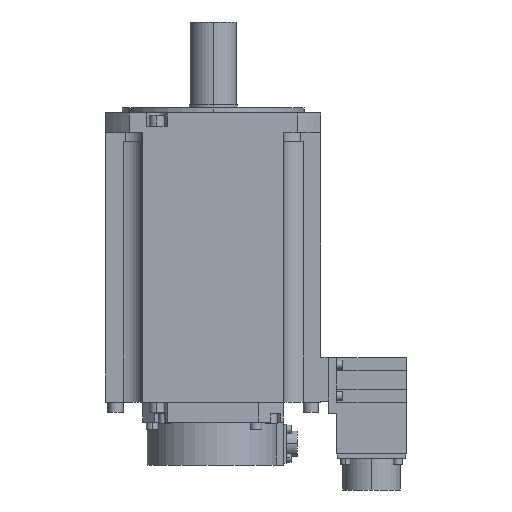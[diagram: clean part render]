
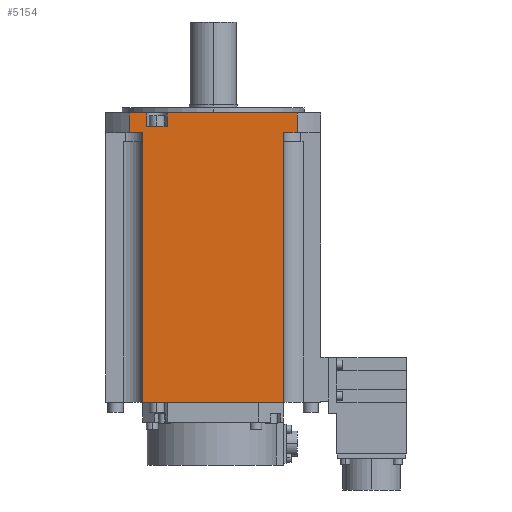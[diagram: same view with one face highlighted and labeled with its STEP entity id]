
A CAD part, left-side view. The second image highlights one B-rep face of the part: STEP entity #5154.
In plain terms, the highlighted planar face has unit normal (-1, 0, 0).
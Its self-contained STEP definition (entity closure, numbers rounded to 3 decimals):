
#760=DIRECTION('',(0.,-1.,0.));
#761=VECTOR('',#760,85.);
#762=CARTESIAN_POINT('',(-65.,42.5,-174.8));
#763=LINE('',#762,#761);
#852=DIRECTION('',(0.,0.,-1.));
#853=VECTOR('',#852,162.8);
#854=CARTESIAN_POINT('',(-65.,42.5,-12.));
#855=LINE('',#854,#853);
#908=DIRECTION('',(0.,-1.,0.));
#909=VECTOR('',#908,8.306);
#910=CARTESIAN_POINT('',(-65.,50.806,-12.));
#911=LINE('',#910,#909);
#1023=DIRECTION('',(0.,0.,-1.));
#1024=VECTOR('',#1023,12.);
#1025=CARTESIAN_POINT('',(-65.,50.806,0.));
#1026=LINE('',#1025,#1024);
#1027=DIRECTION('',(0.,-1.,0.));
#1028=VECTOR('',#1027,78.656);
#1029=CARTESIAN_POINT('',(-65.,27.85,0.));
#1030=LINE('',#1029,#1028);
#1031=DIRECTION('',(0.,0.,-1.));
#1032=VECTOR('',#1031,12.);
#1033=CARTESIAN_POINT('',(-65.,-50.806,0.));
#1034=LINE('',#1033,#1032);
#1035=DIRECTION('',(0.,1.,0.));
#1036=VECTOR('',#1035,8.306);
#1037=CARTESIAN_POINT('',(-65.,-50.806,-12.));
#1038=LINE('',#1037,#1036);
#1039=DIRECTION('',(0.,-1.,0.));
#1040=VECTOR('',#1039,10.456);
#1041=CARTESIAN_POINT('',(-65.,50.806,0.));
#1042=LINE('',#1041,#1040);
#1043=DIRECTION('',(0.,1.,0.));
#1044=VECTOR('',#1043,12.5);
#1045=CARTESIAN_POINT('',(-65.,27.85,-8.));
#1046=LINE('',#1045,#1044);
#1070=DIRECTION('',(0.,0.,1.));
#1071=VECTOR('',#1070,8.);
#1072=CARTESIAN_POINT('',(-65.,40.35,-8.));
#1073=LINE('',#1072,#1071);
#1082=DIRECTION('',(0.,0.,-1.));
#1083=VECTOR('',#1082,8.);
#1084=CARTESIAN_POINT('',(-65.,27.85,0.));
#1085=LINE('',#1084,#1083);
#1174=DIRECTION('',(0.,0.,1.));
#1175=VECTOR('',#1174,162.8);
#1176=CARTESIAN_POINT('',(-65.,-42.5,-174.8));
#1177=LINE('',#1176,#1175);
#2869=CARTESIAN_POINT('',(-65.,-50.806,0.));
#2870=VERTEX_POINT('',#2869);
#2871=CARTESIAN_POINT('',(-65.,27.85,0.));
#2872=VERTEX_POINT('',#2871);
#2877=CARTESIAN_POINT('',(-65.,40.35,0.));
#2878=VERTEX_POINT('',#2877);
#2879=CARTESIAN_POINT('',(-65.,50.806,0.));
#2880=VERTEX_POINT('',#2879);
#2947=CARTESIAN_POINT('',(-65.,-50.806,-12.));
#2948=VERTEX_POINT('',#2947);
#2949=CARTESIAN_POINT('',(-65.,27.85,-8.));
#2950=CARTESIAN_POINT('',(-65.,40.35,-8.));
#2951=VERTEX_POINT('',#2949);
#2952=VERTEX_POINT('',#2950);
#2953=CARTESIAN_POINT('',(-65.,-42.5,-12.));
#2954=VERTEX_POINT('',#2953);
#2955=CARTESIAN_POINT('',(-65.,-42.5,-174.8));
#2956=VERTEX_POINT('',#2955);
#2957=CARTESIAN_POINT('',(-65.,42.5,-12.));
#2958=CARTESIAN_POINT('',(-65.,42.5,-174.8));
#2959=VERTEX_POINT('',#2957);
#2960=VERTEX_POINT('',#2958);
#2961=CARTESIAN_POINT('',(-65.,50.806,-12.));
#2962=VERTEX_POINT('',#2961);
#5129=CARTESIAN_POINT('',(-65.,0.,-87.4));
#5130=DIRECTION('',(1.,0.,0.));
#5131=DIRECTION('',(0.,-1.,0.));
#5132=AXIS2_PLACEMENT_3D('',#5129,#5130,#5131);
#5133=PLANE('',#5132);
#5135=ORIENTED_EDGE('',*,*,#5134,.F.);
#5137=ORIENTED_EDGE('',*,*,#5136,.F.);
#5138=ORIENTED_EDGE('',*,*,#3747,.T.);
#5140=ORIENTED_EDGE('',*,*,#5139,.T.);
#5142=ORIENTED_EDGE('',*,*,#5141,.T.);
#5144=ORIENTED_EDGE('',*,*,#5143,.F.);
#5145=ORIENTED_EDGE('',*,*,#4819,.F.);
#5146=ORIENTED_EDGE('',*,*,#4905,.F.);
#5147=ORIENTED_EDGE('',*,*,#4969,.F.);
#5148=ORIENTED_EDGE('',*,*,#5124,.F.);
#5149=ORIENTED_EDGE('',*,*,#3755,.T.);
#5151=ORIENTED_EDGE('',*,*,#5150,.F.);
#5152=EDGE_LOOP('',(#5135,#5137,#5138,#5140,#5142,#5144,#5145,#5146,#5147,#5148,
#5149,#5151));
#5153=FACE_OUTER_BOUND('',#5152,.F.);
#5154=ADVANCED_FACE('',(#5153),#5133,.F.);
#3747=EDGE_CURVE('',#2872,#2870,#1030,.T.);
#3755=EDGE_CURVE('',#2880,#2878,#1042,.T.);
#4819=EDGE_CURVE('',#2960,#2956,#763,.T.);
#4905=EDGE_CURVE('',#2959,#2960,#855,.T.);
#4969=EDGE_CURVE('',#2962,#2959,#911,.T.);
#5124=EDGE_CURVE('',#2880,#2962,#1026,.T.);
#5134=EDGE_CURVE('',#2951,#2952,#1046,.T.);
#5136=EDGE_CURVE('',#2872,#2951,#1085,.T.);
#5139=EDGE_CURVE('',#2870,#2948,#1034,.T.);
#5141=EDGE_CURVE('',#2948,#2954,#1038,.T.);
#5143=EDGE_CURVE('',#2956,#2954,#1177,.T.);
#5150=EDGE_CURVE('',#2952,#2878,#1073,.T.);
